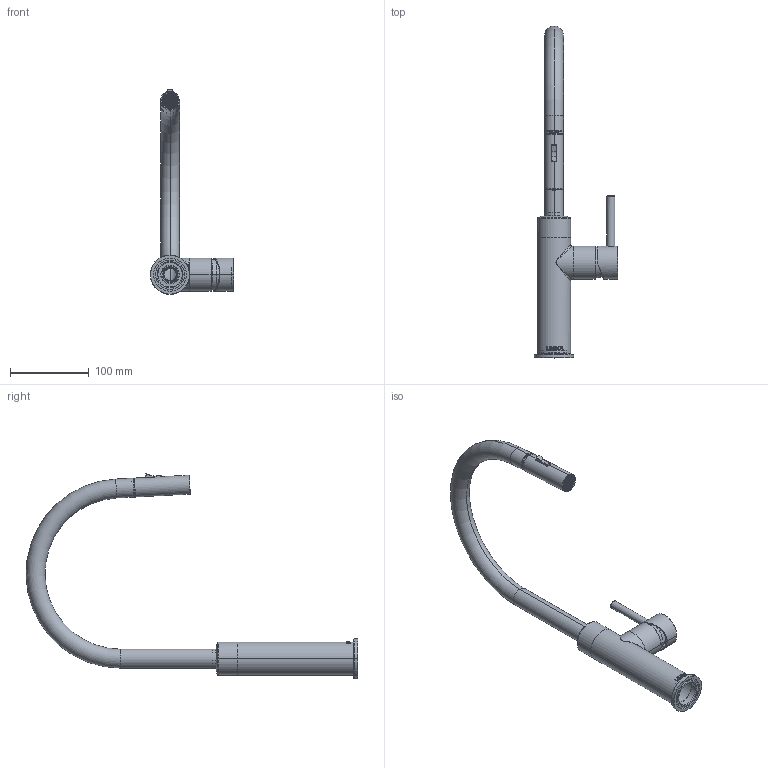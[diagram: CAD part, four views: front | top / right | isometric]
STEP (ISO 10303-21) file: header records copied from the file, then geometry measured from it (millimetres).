
FILE_DESCRIPTION((''),'2;1');
FILE_NAME('83002_ASM_ASM_1_ASM','2022-05-22T10:08:56',('怪大叔'),(''),'CREO PARAMETRIC BY PTC INC, 2021063','CREO PARAMETRIC BY PTC INC, 2021063','');
FILE_SCHEMA(('CONFIG_CONTROL_DESIGN'));
Length unit declared in the file: millimetre
Products named in the file (20): CF88-1_18_1; FXT30-1_6_1; FXT30-11_ASM_11_ASM_1_ASM; SJT30-11_34_1; 35ZSG30-1_3_1; BS42-1_3_1; BSB-3-_5_1; BS42-230_ASM_7_ASM_1_ASM; DZ88-2_10_1; YBJT88-11_5_1; NMQ-23X18X7_6_3_1; O-22X2_3_1; CFG101-1_3_1; HUTAO-24-1_6_1; 24HST-1_2_1; CFG88-12_ASM_7_ASM_1_ASM; CF88-1_ASM_140_ASM_1_ASM; 83002HC; 83002LIN; 83002_ASM_ASM_1_ASM
Assembly tree (21 placements, depth 4):
  83002_ASM_ASM_1_ASM
    CF88-1_ASM_140_ASM_1_ASM
      CF88-1_18_1
      FXT30-11_ASM_11_ASM_1_ASM
        FXT30-1_6_1
      SJT30-11_34_1
      35ZSG30-1_3_1
      BS42-230_ASM_7_ASM_1_ASM
        BS42-1_3_1
        BSB-3-_5_1
      DZ88-2_10_1
      CFG88-12_ASM_7_ASM_1_ASM
        YBJT88-11_5_1
        NMQ-23X18X7_6_3_1  x2
        O-22X2_3_1  x2
        CFG101-1_3_1
        HUTAO-24-1_6_1
        24HST-1_2_1
    83002HC
    83002LIN
Bounding box: 105.7 x 420.96 x 259.7 mm (x, y, z)
Volume: 163344.3 mm3; surface area: 169224.6 mm2
Topology: 28 solids, 28 shells, 1012 faces, 2641 edges, 1767 vertices
Faces by surface type: plane 595, cylinder 202, bspline 105, torus 57, cone 48, extrusion 5
Entity records: 35981 total; most frequent: CARTESIAN_POINT 11045, ORIENTED_EDGE 5214, DIRECTION 4885, EDGE_CURVE 2607, VERTEX_POINT 1743, VECTOR 1655, LINE 1650, AXIS2_PLACEMENT_3D 1615
